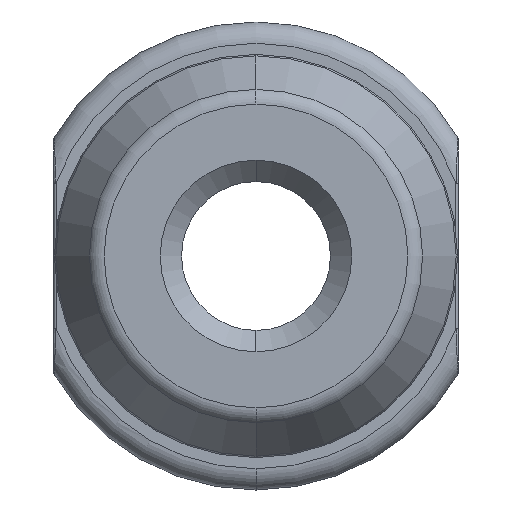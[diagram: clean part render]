
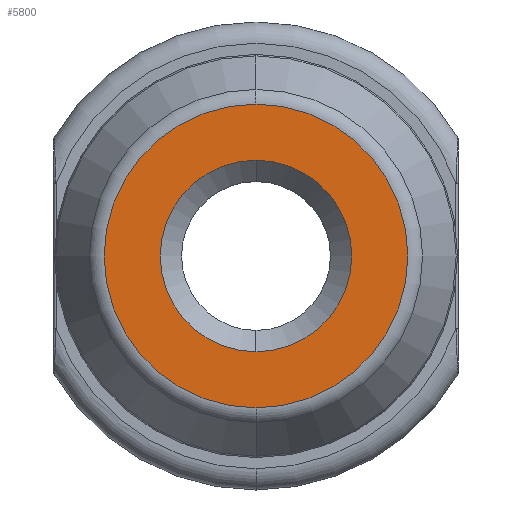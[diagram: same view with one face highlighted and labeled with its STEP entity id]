
A CAD part, left-side view. The second image highlights one B-rep face of the part: STEP entity #5800.
In plain terms, the highlighted planar face has unit normal (-1, 0, 0).
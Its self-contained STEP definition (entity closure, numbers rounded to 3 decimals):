
#52 = AXIS2_PLACEMENT_3D ( 'NONE', #3208, #3224, #3276 ) ;
#237 = EDGE_CURVE ( 'NONE', #871, #2630, #3282, .T. ) ;
#546 = DIRECTION ( 'NONE',  ( 0., 0., -1. ) ) ;
#708 = CIRCLE ( 'NONE', #4271, 7.137 ) ;
#737 = ORIENTED_EDGE ( 'NONE', *, *, #4374, .T. ) ;
#825 = AXIS2_PLACEMENT_3D ( 'NONE', #1796, #1819, #1840 ) ;
#867 = EDGE_CURVE ( 'NONE', #2224, #3579, #923, .T. ) ;
#871 = VERTEX_POINT ( 'NONE', #1836 ) ;
#878 = DIRECTION ( 'NONE',  ( -1., 0., 0. ) ) ;
#923 = CIRCLE ( 'NONE', #52, 7.137 ) ;
#1575 = CARTESIAN_POINT ( 'NONE',  ( 0., 0., 0. ) ) ;
#1796 = CARTESIAN_POINT ( 'NONE',  ( 0., 0., 0. ) ) ;
#1819 = DIRECTION ( 'NONE',  ( 1., 0., 0. ) ) ;
#1836 = CARTESIAN_POINT ( 'NONE',  ( 0., 0., -4.5 ) ) ;
#1840 = DIRECTION ( 'NONE',  ( 0., 0., -1. ) ) ;
#2058 = DIRECTION ( 'NONE',  ( 0., 0., -1. ) ) ;
#2224 = VERTEX_POINT ( 'NONE', #3395 ) ;
#2473 = CARTESIAN_POINT ( 'NONE',  ( 0., 0., -7.599 ) ) ;
#2600 = ORIENTED_EDGE ( 'NONE', *, *, #237, .T. ) ;
#2630 = VERTEX_POINT ( 'NONE', #3844 ) ;
#3208 = CARTESIAN_POINT ( 'NONE',  ( 0., 0., 0. ) ) ;
#3224 = DIRECTION ( 'NONE',  ( -1., 0., 0. ) ) ;
#3276 = DIRECTION ( 'NONE',  ( 0., 0., -1. ) ) ;
#3282 = CIRCLE ( 'NONE', #825, 4.5 ) ;
#3322 = FACE_BOUND ( 'NONE', #5189, .T. ) ;
#3395 = CARTESIAN_POINT ( 'NONE',  ( 0., 0., 7.137 ) ) ;
#3449 = DIRECTION ( 'NONE',  ( 1., 0., 0. ) ) ;
#3527 = ORIENTED_EDGE ( 'NONE', *, *, #4758, .T. ) ;
#3579 = VERTEX_POINT ( 'NONE', #5258 ) ;
#3766 = CARTESIAN_POINT ( 'NONE',  ( 0., 0., 0. ) ) ;
#3844 = CARTESIAN_POINT ( 'NONE',  ( 0., 0., 4.5 ) ) ;
#4035 = CIRCLE ( 'NONE', #5364, 4.5 ) ;
#4210 = EDGE_LOOP ( 'NONE', ( #3527, #4227 ) ) ;
#4227 = ORIENTED_EDGE ( 'NONE', *, *, #867, .T. ) ;
#4251 = DIRECTION ( 'NONE',  ( 0., 0., -1. ) ) ;
#4271 = AXIS2_PLACEMENT_3D ( 'NONE', #3766, #878, #4251 ) ;
#4374 = EDGE_CURVE ( 'NONE', #2630, #871, #4035, .T. ) ;
#4380 = PLANE ( 'NONE',  #5767 ) ;
#4758 = EDGE_CURVE ( 'NONE', #3579, #2224, #708, .T. ) ;
#4946 = DIRECTION ( 'NONE',  ( 1., 0., 0. ) ) ;
#5189 = EDGE_LOOP ( 'NONE', ( #737, #2600 ) ) ;
#5258 = CARTESIAN_POINT ( 'NONE',  ( 0., 0., -7.137 ) ) ;
#5364 = AXIS2_PLACEMENT_3D ( 'NONE', #1575, #4946, #2058 ) ;
#5767 = AXIS2_PLACEMENT_3D ( 'NONE', #2473, #3449, #546 ) ;
#5800 = ADVANCED_FACE ( 'NONE', ( #3322, #5873 ), #4380, .F. ) ;
#5873 = FACE_OUTER_BOUND ( 'NONE', #4210, .T. ) ;
